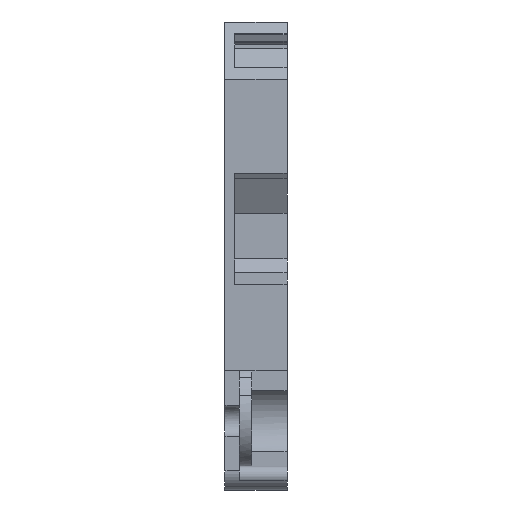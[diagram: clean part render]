
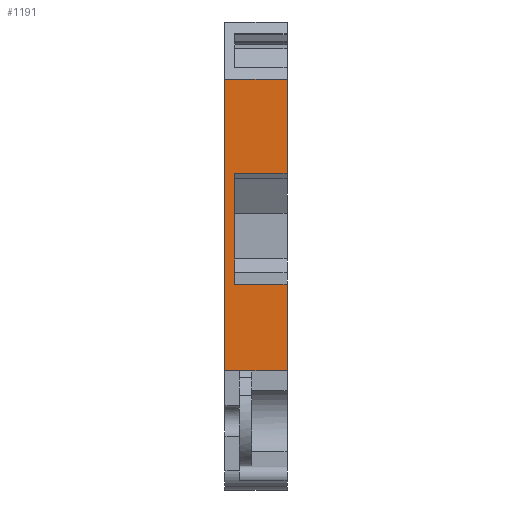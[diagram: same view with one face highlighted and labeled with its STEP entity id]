
A CAD part, front view. The second image highlights one B-rep face of the part: STEP entity #1191.
In plain terms, the highlighted planar face has unit normal (0, -1, 0).
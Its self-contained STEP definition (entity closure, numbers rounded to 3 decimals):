
#1139=AXIS2_PLACEMENT_3D('Plane Axis2P3D',#1136,#1137,#1138) ;
#197=CARTESIAN_POINT('Vertex',(0.,0.,12.5)) ;
#200=CARTESIAN_POINT('Line Origine',(0.,0.,27.75)) ;
#204=CARTESIAN_POINT('Vertex',(0.,0.,43.)) ;
#1085=CARTESIAN_POINT('Line Origine',(3.25,0.,43.)) ;
#1089=CARTESIAN_POINT('Vertex',(6.5,0.,43.)) ;
#1136=CARTESIAN_POINT('Axis2P3D Location',(0.,0.,12.5)) ;
#1141=CARTESIAN_POINT('Line Origine',(3.25,0.,12.5)) ;
#1145=CARTESIAN_POINT('Vertex',(6.5,0.,12.5)) ;
#1148=CARTESIAN_POINT('Line Origine',(6.5,0.,17.025)) ;
#1152=CARTESIAN_POINT('Vertex',(6.5,0.,21.55)) ;
#1155=CARTESIAN_POINT('Line Origine',(3.75,0.,21.55)) ;
#1159=CARTESIAN_POINT('Vertex',(1.,0.,21.55)) ;
#1162=CARTESIAN_POINT('Line Origine',(1.,0.,27.35)) ;
#1166=CARTESIAN_POINT('Vertex',(1.,0.,33.15)) ;
#1169=CARTESIAN_POINT('Line Origine',(3.75,0.,33.15)) ;
#1173=CARTESIAN_POINT('Vertex',(6.5,0.,33.15)) ;
#1176=CARTESIAN_POINT('Line Origine',(6.5,0.,38.075)) ;
#201=DIRECTION('Vector Direction',(0.,0.,-1.)) ;
#1086=DIRECTION('Vector Direction',(1.,0.,0.)) ;
#1137=DIRECTION('Axis2P3D Direction',(0.,1.,0.)) ;
#1138=DIRECTION('Axis2P3D XDirection',(0.,0.,1.)) ;
#1142=DIRECTION('Vector Direction',(-1.,0.,0.)) ;
#1149=DIRECTION('Vector Direction',(0.,0.,-1.)) ;
#1156=DIRECTION('Vector Direction',(1.,0.,0.)) ;
#1163=DIRECTION('Vector Direction',(0.,0.,-1.)) ;
#1170=DIRECTION('Vector Direction',(-1.,0.,0.)) ;
#1177=DIRECTION('Vector Direction',(0.,0.,-1.)) ;
#202=VECTOR('Line Direction',#201,1.) ;
#1087=VECTOR('Line Direction',#1086,1.) ;
#1143=VECTOR('Line Direction',#1142,1.) ;
#1150=VECTOR('Line Direction',#1149,1.) ;
#1157=VECTOR('Line Direction',#1156,1.) ;
#1164=VECTOR('Line Direction',#1163,1.) ;
#1171=VECTOR('Line Direction',#1170,1.) ;
#1178=VECTOR('Line Direction',#1177,1.) ;
#1182=ORIENTED_EDGE('',*,*,#1147,.F.) ;
#1183=ORIENTED_EDGE('',*,*,#1154,.F.) ;
#1184=ORIENTED_EDGE('',*,*,#1161,.F.) ;
#1185=ORIENTED_EDGE('',*,*,#1168,.F.) ;
#1186=ORIENTED_EDGE('',*,*,#1175,.F.) ;
#1187=ORIENTED_EDGE('',*,*,#1180,.F.) ;
#1188=ORIENTED_EDGE('',*,*,#1091,.F.) ;
#1189=ORIENTED_EDGE('',*,*,#206,.T.) ;
#1191=ADVANCED_FACE('Koerper.2',(#1190),#1140,.F.) ;
#206=EDGE_CURVE('',#205,#198,#203,.T.) ;
#1091=EDGE_CURVE('',#205,#1090,#1088,.T.) ;
#1147=EDGE_CURVE('',#1146,#198,#1144,.T.) ;
#1154=EDGE_CURVE('',#1153,#1146,#1151,.T.) ;
#1161=EDGE_CURVE('',#1160,#1153,#1158,.T.) ;
#1168=EDGE_CURVE('',#1167,#1160,#1165,.T.) ;
#1175=EDGE_CURVE('',#1174,#1167,#1172,.T.) ;
#1180=EDGE_CURVE('',#1090,#1174,#1179,.T.) ;
#1181=EDGE_LOOP('',(#1182,#1183,#1184,#1185,#1186,#1187,#1188,#1189)) ;
#1190=FACE_OUTER_BOUND('',#1181,.T.) ;
#203=LINE('Line',#200,#202) ;
#1088=LINE('Line',#1085,#1087) ;
#1144=LINE('Line',#1141,#1143) ;
#1151=LINE('Line',#1148,#1150) ;
#1158=LINE('Line',#1155,#1157) ;
#1165=LINE('Line',#1162,#1164) ;
#1172=LINE('Line',#1169,#1171) ;
#1179=LINE('Line',#1176,#1178) ;
#1140=PLANE('',#1139) ;
#198=VERTEX_POINT('',#197) ;
#205=VERTEX_POINT('',#204) ;
#1090=VERTEX_POINT('',#1089) ;
#1146=VERTEX_POINT('',#1145) ;
#1153=VERTEX_POINT('',#1152) ;
#1160=VERTEX_POINT('',#1159) ;
#1167=VERTEX_POINT('',#1166) ;
#1174=VERTEX_POINT('',#1173) ;
